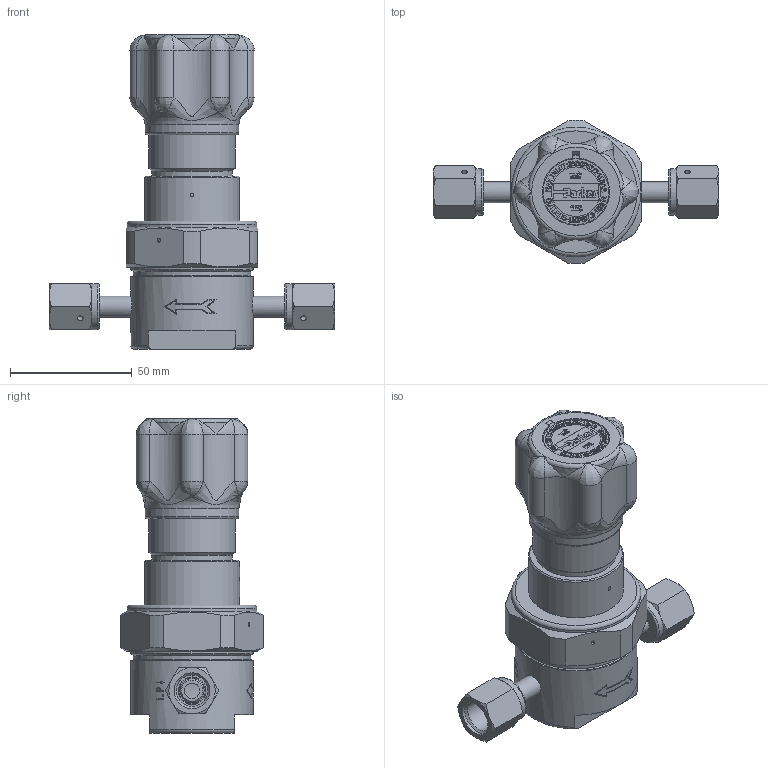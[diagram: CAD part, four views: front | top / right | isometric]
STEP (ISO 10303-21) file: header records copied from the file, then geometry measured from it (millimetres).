
FILE_DESCRIPTION(/* description */ ('FR1015S15K2PFSFF'),/* implementation_level */ '2;1');
FILE_NAME(/* name */ '54027615-4.stp',/* time_stamp */ '2020-03-23T12:53:42+05:00',/* author */ ('PM00461343'),/* organization */ (''),/* preprocessor_version */ 'ST-DEVELOPER v17',/* originating_system */ 'Autodesk Inventor 2019',/* authorisation */ '');
FILE_SCHEMA (('AUTOMOTIVE_DESIGN { 1 0 10303 214 3 1 1 }'));
Length unit declared in the file: inch
Products named in the file (1): 54027615-4
Bounding box: 117.32 x 58.91 x 129.48 mm (x, y, z)
Volume: 218381 mm3; surface area: 31357.3 mm2
Topology: 1 solids, 1 shells, 1236 faces, 3323 edges, 2203 vertices
Faces by surface type: plane 754, bspline 319, cylinder 102, cone 40, torus 21
Full cylindrical faces by diameter (mm): 1.524 x1, 1.575 x2, 2.286 x4, 3.962 x2, 6.375 x2, 8.788 x2, 11.379 x2, 12.929 x2, 14.732 x2, 19.05 x2, 20.32 x1, 27.051 x1, 33.223 x1, 35.56 x1, 38.608 x1, 39.116 x1, 48.514 x1, 50.292 x2, 53.34 x1
Entity records: 46670 total; most frequent: CARTESIAN_POINT 16658, ORIENTED_EDGE 6630, DIRECTION 4666, EDGE_CURVE 3315, LINE 2218, VECTOR 2218, VERTEX_POINT 2203, EDGE_LOOP 1366
